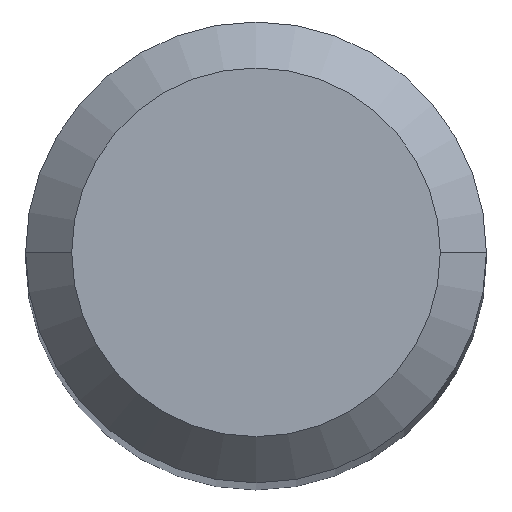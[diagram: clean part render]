
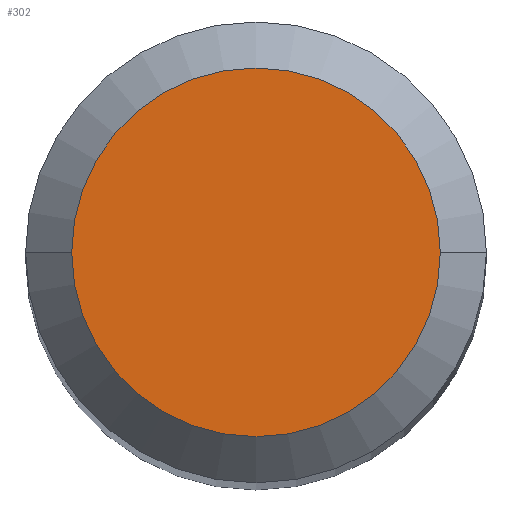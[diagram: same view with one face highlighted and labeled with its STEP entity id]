
A CAD part, top view. The second image highlights one B-rep face of the part: STEP entity #302.
In plain terms, the highlighted planar face has unit normal (0, 0, 1).
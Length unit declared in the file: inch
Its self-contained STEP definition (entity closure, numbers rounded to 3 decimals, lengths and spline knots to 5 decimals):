
#24 = ORIENTED_EDGE ( 'NONE', *, *, #144, .T. ) ;
#31 = VERTEX_POINT ( 'NONE', #146 ) ;
#77 = CARTESIAN_POINT ( 'NONE',  ( 0.04724, 0., 0. ) ) ;
#86 = AXIS2_PLACEMENT_3D ( 'NONE', #255, #98, #431 ) ;
#91 = VERTEX_POINT ( 'NONE', #77 ) ;
#98 = DIRECTION ( 'NONE',  ( 0., 0., 1. ) ) ;
#99 = EDGE_LOOP ( 'NONE', ( #169, #24 ) ) ;
#144 = EDGE_CURVE ( 'NONE', #91, #31, #405, .T. ) ;
#146 = CARTESIAN_POINT ( 'NONE',  ( -0.04724, 0., 0. ) ) ;
#150 = CARTESIAN_POINT ( 'NONE',  ( 0., 0., 0. ) ) ;
#166 = CARTESIAN_POINT ( 'NONE',  ( 0., 0., 0. ) ) ;
#169 = ORIENTED_EDGE ( 'NONE', *, *, #369, .T. ) ;
#241 = FACE_OUTER_BOUND ( 'NONE', #99, .T. ) ;
#255 = CARTESIAN_POINT ( 'NONE',  ( 0., 0., 0. ) ) ;
#272 = DIRECTION ( 'NONE',  ( 0., 0., -1. ) ) ;
#298 = DIRECTION ( 'NONE',  ( 1., 0., 0. ) ) ;
#300 = CIRCLE ( 'NONE', #86, 0.04724 ) ;
#302 = ADVANCED_FACE ( 'NONE', ( #241 ), #312, .F. ) ;
#312 = PLANE ( 'NONE',  #397 ) ;
#369 = EDGE_CURVE ( 'NONE', #31, #91, #300, .T. ) ;
#377 = DIRECTION ( 'NONE',  ( 0., 0., 1. ) ) ;
#397 = AXIS2_PLACEMENT_3D ( 'NONE', #166, #272, #467 ) ;
#405 = CIRCLE ( 'NONE', #448, 0.04724 ) ;
#431 = DIRECTION ( 'NONE',  ( 1., 0., 0. ) ) ;
#448 = AXIS2_PLACEMENT_3D ( 'NONE', #150, #377, #298 ) ;
#467 = DIRECTION ( 'NONE',  ( -1., 0., 0. ) ) ;
